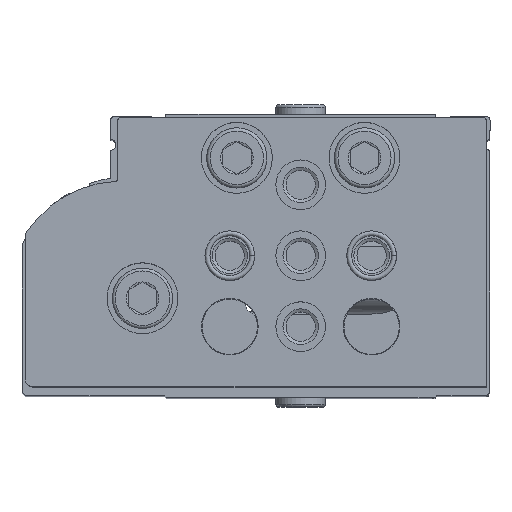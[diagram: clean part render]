
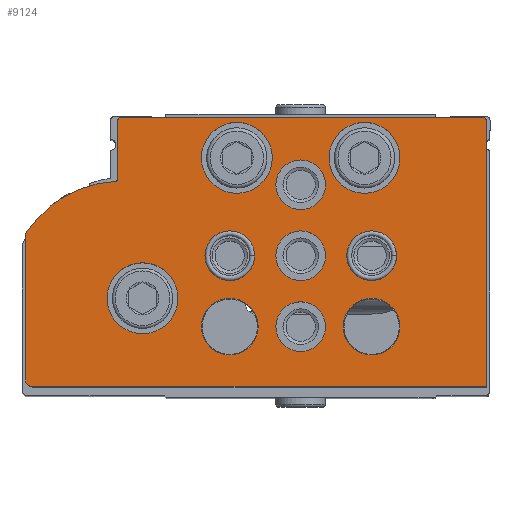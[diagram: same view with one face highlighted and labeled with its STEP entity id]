
A CAD part, top view. The second image highlights one B-rep face of the part: STEP entity #9124.
In plain terms, the highlighted face is planar.
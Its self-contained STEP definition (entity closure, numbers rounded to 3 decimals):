
#924=LINE('',#15264,#1637);
#926=LINE('',#15268,#1639);
#929=LINE('',#15276,#1642);
#934=LINE('',#15292,#1647);
#937=LINE('',#15300,#1650);
#1637=VECTOR('',#12419,1000.);
#1639=VECTOR('',#12423,1000.);
#1642=VECTOR('',#12432,1000.);
#1647=VECTOR('',#12451,1000.);
#1650=VECTOR('',#12460,1000.);
#3529=ORIENTED_EDGE('',*,*,#5158,.T.);
#3530=ORIENTED_EDGE('',*,*,#5159,.T.);
#3531=ORIENTED_EDGE('',*,*,#5160,.T.);
#3532=ORIENTED_EDGE('',*,*,#5161,.T.);
#3533=ORIENTED_EDGE('',*,*,#5162,.T.);
#3534=ORIENTED_EDGE('',*,*,#5163,.T.);
#3535=ORIENTED_EDGE('',*,*,#5164,.T.);
#3536=ORIENTED_EDGE('',*,*,#5165,.T.);
#3537=ORIENTED_EDGE('',*,*,#5166,.T.);
#3538=ORIENTED_EDGE('',*,*,#5167,.T.);
#3539=ORIENTED_EDGE('',*,*,#5135,.F.);
#3540=ORIENTED_EDGE('',*,*,#5156,.F.);
#3541=ORIENTED_EDGE('',*,*,#5154,.F.);
#3542=ORIENTED_EDGE('',*,*,#5152,.F.);
#3543=ORIENTED_EDGE('',*,*,#5150,.T.);
#3544=ORIENTED_EDGE('',*,*,#5148,.F.);
#3545=ORIENTED_EDGE('',*,*,#5146,.F.);
#3546=ORIENTED_EDGE('',*,*,#5144,.F.);
#3547=ORIENTED_EDGE('',*,*,#5142,.F.);
#3548=ORIENTED_EDGE('',*,*,#5140,.F.);
#3549=ORIENTED_EDGE('',*,*,#5138,.F.);
#5135=EDGE_CURVE('',#6128,#6129,#6694,.T.);
#5138=EDGE_CURVE('',#6129,#6130,#924,.T.);
#5140=EDGE_CURVE('',#6130,#6131,#926,.T.);
#5142=EDGE_CURVE('',#6131,#6132,#6695,.T.);
#5144=EDGE_CURVE('',#6132,#6133,#929,.T.);
#5146=EDGE_CURVE('',#6133,#6134,#6696,.T.);
#5148=EDGE_CURVE('',#6134,#6135,#6697,.T.);
#5150=EDGE_CURVE('',#6136,#6135,#6698,.T.);
#5152=EDGE_CURVE('',#6136,#6137,#934,.T.);
#5154=EDGE_CURVE('',#6137,#6138,#6699,.T.);
#5156=EDGE_CURVE('',#6138,#6128,#937,.T.);
#5158=EDGE_CURVE('',#6139,#6139,#6700,.T.);
#5159=EDGE_CURVE('',#6140,#6140,#6701,.T.);
#5160=EDGE_CURVE('',#6141,#6141,#6702,.T.);
#5161=EDGE_CURVE('',#6142,#6142,#6703,.T.);
#5162=EDGE_CURVE('',#6143,#6143,#6704,.T.);
#5163=EDGE_CURVE('',#6144,#6144,#6705,.T.);
#5164=EDGE_CURVE('',#6145,#6145,#6706,.T.);
#5165=EDGE_CURVE('',#6146,#6146,#6707,.T.);
#5166=EDGE_CURVE('',#6147,#6147,#6708,.T.);
#5167=EDGE_CURVE('',#6148,#6148,#6709,.T.);
#6128=VERTEX_POINT('',#15259);
#6129=VERTEX_POINT('',#15260);
#6130=VERTEX_POINT('',#15265);
#6131=VERTEX_POINT('',#15269);
#6132=VERTEX_POINT('',#15273);
#6133=VERTEX_POINT('',#15277);
#6134=VERTEX_POINT('',#15281);
#6135=VERTEX_POINT('',#15285);
#6136=VERTEX_POINT('',#15289);
#6137=VERTEX_POINT('',#15293);
#6138=VERTEX_POINT('',#15297);
#6139=VERTEX_POINT('',#15304);
#6140=VERTEX_POINT('',#15306);
#6141=VERTEX_POINT('',#15308);
#6142=VERTEX_POINT('',#15310);
#6143=VERTEX_POINT('',#15312);
#6144=VERTEX_POINT('',#15314);
#6145=VERTEX_POINT('',#15316);
#6146=VERTEX_POINT('',#15318);
#6147=VERTEX_POINT('',#15320);
#6148=VERTEX_POINT('',#15322);
#6694=CIRCLE('',#10210,0.5);
#6695=CIRCLE('',#10214,1.);
#6696=CIRCLE('',#10217,1.);
#6697=CIRCLE('',#10219,16.);
#6698=CIRCLE('',#10221,0.3);
#6699=CIRCLE('',#10224,0.5);
#6700=CIRCLE('',#10227,5.);
#6701=CIRCLE('',#10228,5.);
#6702=CIRCLE('',#10229,5.);
#6703=CIRCLE('',#10230,3.5);
#6704=CIRCLE('',#10231,3.5);
#6705=CIRCLE('',#10232,3.5);
#6706=CIRCLE('',#10233,3.5);
#6707=CIRCLE('',#10234,3.5);
#6708=CIRCLE('',#10235,4.);
#6709=CIRCLE('',#10236,4.);
#7321=EDGE_LOOP('',(#3529));
#7322=EDGE_LOOP('',(#3530));
#7323=EDGE_LOOP('',(#3531));
#7324=EDGE_LOOP('',(#3532));
#7325=EDGE_LOOP('',(#3533));
#7326=EDGE_LOOP('',(#3534));
#7327=EDGE_LOOP('',(#3535));
#7328=EDGE_LOOP('',(#3536));
#7329=EDGE_LOOP('',(#3537));
#7330=EDGE_LOOP('',(#3538));
#7331=EDGE_LOOP('',(#3539,#3540,#3541,#3542,#3543,#3544,#3545,#3546,#3547,
#3548,#3549));
#8140=FACE_BOUND('',#7321,.T.);
#8141=FACE_BOUND('',#7322,.T.);
#8142=FACE_BOUND('',#7323,.T.);
#8143=FACE_BOUND('',#7324,.T.);
#8144=FACE_BOUND('',#7325,.T.);
#8145=FACE_BOUND('',#7326,.T.);
#8146=FACE_BOUND('',#7327,.T.);
#8147=FACE_BOUND('',#7328,.T.);
#8148=FACE_BOUND('',#7329,.T.);
#8149=FACE_BOUND('',#7330,.T.);
#8150=FACE_BOUND('',#7331,.T.);
#8655=PLANE('',#10226);
#9124=ADVANCED_FACE('',(#8140,#8141,#8142,#8143,#8144,#8145,#8146,#8147,
#8148,#8149,#8150),#8655,.F.);
#10210=AXIS2_PLACEMENT_3D('',#15258,#12413,#12414);
#10214=AXIS2_PLACEMENT_3D('',#15272,#12427,#12428);
#10217=AXIS2_PLACEMENT_3D('',#15280,#12436,#12437);
#10219=AXIS2_PLACEMENT_3D('',#15284,#12441,#12442);
#10221=AXIS2_PLACEMENT_3D('',#15288,#12446,#12447);
#10224=AXIS2_PLACEMENT_3D('',#15296,#12455,#12456);
#10226=AXIS2_PLACEMENT_3D('',#15302,#12462,#12463);
#10227=AXIS2_PLACEMENT_3D('',#15303,#12464,#12465);
#10228=AXIS2_PLACEMENT_3D('',#15305,#12466,#12467);
#10229=AXIS2_PLACEMENT_3D('',#15307,#12468,#12469);
#10230=AXIS2_PLACEMENT_3D('',#15309,#12470,#12471);
#10231=AXIS2_PLACEMENT_3D('',#15311,#12472,#12473);
#10232=AXIS2_PLACEMENT_3D('',#15313,#12474,#12475);
#10233=AXIS2_PLACEMENT_3D('',#15315,#12476,#12477);
#10234=AXIS2_PLACEMENT_3D('',#15317,#12478,#12479);
#10235=AXIS2_PLACEMENT_3D('',#15319,#12480,#12481);
#10236=AXIS2_PLACEMENT_3D('',#15321,#12482,#12483);
#12413=DIRECTION('',(0.,0.,1.));
#12414=DIRECTION('',(1.,0.,0.));
#12419=DIRECTION('',(0.,-1.,0.));
#12423=DIRECTION('',(1.,0.,0.));
#12427=DIRECTION('',(0.,0.,1.));
#12428=DIRECTION('',(1.,0.,0.));
#12432=DIRECTION('',(0.,1.,0.));
#12436=DIRECTION('',(0.,0.,1.));
#12437=DIRECTION('',(1.,0.,0.));
#12441=DIRECTION('',(0.,0.,1.));
#12442=DIRECTION('',(1.,0.,0.));
#12446=DIRECTION('',(0.,0.,1.));
#12447=DIRECTION('',(1.,0.,0.));
#12451=DIRECTION('',(0.,1.,0.));
#12455=DIRECTION('',(0.,0.,1.));
#12456=DIRECTION('',(1.,0.,0.));
#12460=DIRECTION('',(-1.,0.,0.));
#12462=DIRECTION('',(0.,0.,1.));
#12463=DIRECTION('',(1.,0.,0.));
#12464=DIRECTION('',(0.,0.,1.));
#12465=DIRECTION('',(1.,0.,0.));
#12466=DIRECTION('',(0.,0.,1.));
#12467=DIRECTION('',(1.,0.,0.));
#12468=DIRECTION('',(0.,0.,1.));
#12469=DIRECTION('',(1.,0.,0.));
#12470=DIRECTION('',(0.,0.,1.));
#12471=DIRECTION('',(1.,0.,0.));
#12472=DIRECTION('',(0.,0.,1.));
#12473=DIRECTION('',(1.,0.,0.));
#12474=DIRECTION('',(0.,0.,1.));
#12475=DIRECTION('',(1.,0.,0.));
#12476=DIRECTION('',(0.,0.,1.));
#12477=DIRECTION('',(1.,0.,0.));
#12478=DIRECTION('',(0.,0.,1.));
#12479=DIRECTION('',(1.,0.,0.));
#12480=DIRECTION('',(0.,0.,1.));
#12481=DIRECTION('',(1.,0.,0.));
#12482=DIRECTION('',(0.,0.,1.));
#12483=DIRECTION('',(1.,0.,0.));
#15258=CARTESIAN_POINT('',(0.5,37.5,0.));
#15259=CARTESIAN_POINT('',(0.5,38.,0.));
#15260=CARTESIAN_POINT('',(0.,37.5,0.));
#15264=CARTESIAN_POINT('',(0.,37.5,0.));
#15265=CARTESIAN_POINT('',(0.,0.,0.));
#15268=CARTESIAN_POINT('',(0.,0.,0.));
#15269=CARTESIAN_POINT('',(64.,0.,0.));
#15272=CARTESIAN_POINT('',(64.,1.,0.));
#15273=CARTESIAN_POINT('',(65.,1.,0.));
#15276=CARTESIAN_POINT('',(65.,1.,0.));
#15277=CARTESIAN_POINT('',(65.,21.292,0.));
#15280=CARTESIAN_POINT('',(64.,21.292,0.));
#15281=CARTESIAN_POINT('',(64.833,21.844,0.));
#15284=CARTESIAN_POINT('',(51.5,13.,0.));
#15285=CARTESIAN_POINT('',(52.285,28.981,0.));
#15288=CARTESIAN_POINT('',(52.3,29.28,0.));
#15289=CARTESIAN_POINT('',(52.,29.28,0.));
#15292=CARTESIAN_POINT('',(52.,29.28,0.));
#15293=CARTESIAN_POINT('',(52.,37.5,0.));
#15296=CARTESIAN_POINT('',(51.5,37.5,0.));
#15297=CARTESIAN_POINT('',(51.5,38.,0.));
#15300=CARTESIAN_POINT('',(51.5,38.,0.));
#15302=CARTESIAN_POINT('',(0.5,37.5,0.));
#15303=CARTESIAN_POINT('',(48.5,12.5,0.));
#15304=CARTESIAN_POINT('',(53.5,12.5,0.));
#15305=CARTESIAN_POINT('',(35.2,32.3,0.));
#15306=CARTESIAN_POINT('',(40.2,32.3,0.));
#15307=CARTESIAN_POINT('',(17.2,32.3,0.));
#15308=CARTESIAN_POINT('',(22.2,32.3,0.));
#15309=CARTESIAN_POINT('',(26.2,28.5,0.));
#15310=CARTESIAN_POINT('',(29.7,28.5,0.));
#15311=CARTESIAN_POINT('',(36.2,18.5,0.));
#15312=CARTESIAN_POINT('',(39.7,18.5,0.));
#15313=CARTESIAN_POINT('',(26.2,18.5,0.));
#15314=CARTESIAN_POINT('',(29.7,18.5,0.));
#15315=CARTESIAN_POINT('',(16.2,18.5,0.));
#15316=CARTESIAN_POINT('',(19.7,18.5,0.));
#15317=CARTESIAN_POINT('',(26.2,8.5,0.));
#15318=CARTESIAN_POINT('',(29.7,8.5,0.));
#15319=CARTESIAN_POINT('',(36.2,8.5,0.));
#15320=CARTESIAN_POINT('',(40.2,8.5,0.));
#15321=CARTESIAN_POINT('',(16.2,8.5,0.));
#15322=CARTESIAN_POINT('',(20.2,8.5,0.));
